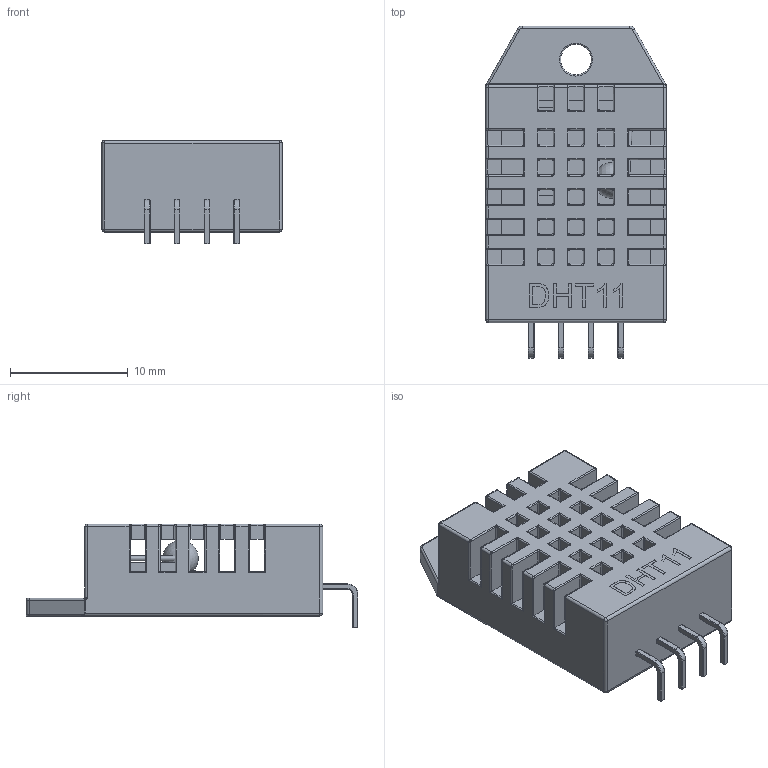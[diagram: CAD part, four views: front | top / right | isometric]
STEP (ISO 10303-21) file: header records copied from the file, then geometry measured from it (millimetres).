
FILE_DESCRIPTION(/* description */ (''),/* implementation_level */ '2;1');
FILE_NAME(/* name */ 'DHT11 Temperatursensor.step',/* time_stamp */ '2021-04-21T21:50:49+02:00',/* author */ (''),/* organization */ (''),/* preprocessor_version */ 'ST-DEVELOPER v18.1',/* originating_system */ 'Autodesk Translation Framework v10.6.0.1341',/* authorisation */ '');
FILE_SCHEMA (('AUTOMOTIVE_DESIGN { 1 0 10303 214 3 1 1 }'));
Length unit declared in the file: millimetre
Products named in the file (5): DHT11 Temperatursensor; Komponente1; Komponente2; Komponente3; Komponente4
Assembly tree (4 placements, depth 2):
  DHT11 Temperatursensor
    Komponente1
    Komponente2
    Komponente3
    Komponente4
Bounding box: 15.3 x 28.19 x 8.8 mm (x, y, z)
Volume: 1677.1 mm3; surface area: 2124.9 mm2
Topology: 4 solids, 4 shells, 678 faces, 1742 edges, 985 vertices
Faces by surface type: cylinder 297, plane 211, bspline 130, torus 35, sphere 5
Full cylindrical faces by diameter (mm): 0.4 x2, 2.6 x1
Entity records: 21789 total; most frequent: CARTESIAN_POINT 5567, DIRECTION 3365, ORIENTED_EDGE 3336, EDGE_CURVE 1668, AXIS2_PLACEMENT_3D 1196, VERTEX_POINT 985, LINE 973, VECTOR 973
